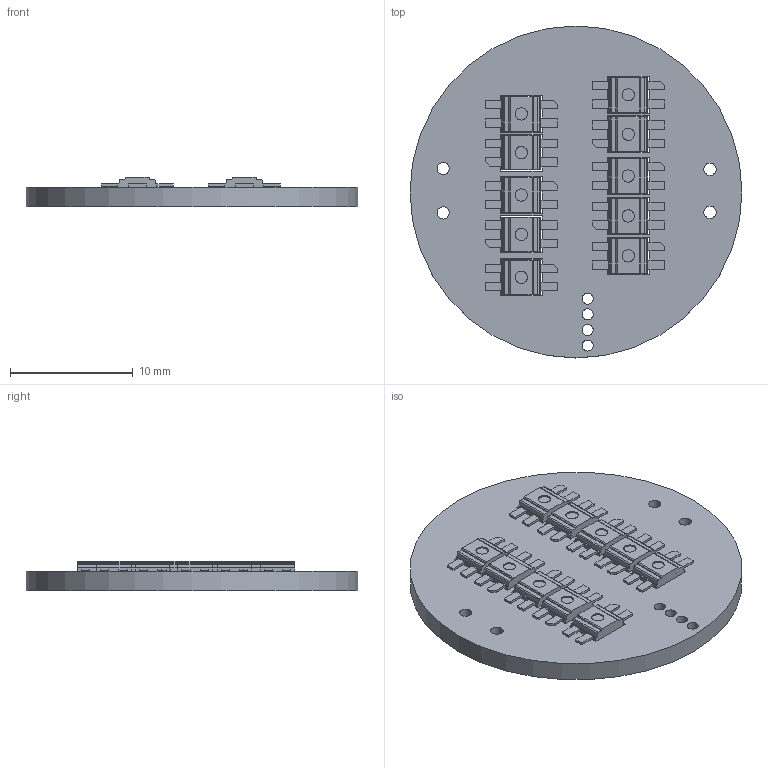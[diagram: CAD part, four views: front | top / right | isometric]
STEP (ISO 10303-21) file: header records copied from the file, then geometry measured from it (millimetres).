
FILE_DESCRIPTION(('KiCad electronic assembly'),'2;1');
FILE_NAME('nixie_project.step','2022-09-21T21:53:41',('Pcbnew'),('Kicad' ),'Open CASCADE STEP processor 7.6','KiCad to STEP converter', 'Unknown');
FILE_SCHEMA(('AUTOMOTIVE_DESIGN { 1 0 10303 214 1 1 1 1 }'));
Length unit declared in the file: millimetre
Products named in the file (5): nixie_project 1; SK6812MINI-E v1; COMPOUND; SOLID; nixie_project PCB
Assembly tree (13 placements, depth 3):
  nixie_project 1
    SK6812MINI-E v1  x10
      COMPOUND
      SOLID
    nixie_project PCB
Bounding box: 27 x 27 x 2.39 mm (x, y, z)
Volume: 878.2 mm3; surface area: 1838.9 mm2
Topology: 51 solids, 51 shells, 641 faces, 2517 edges, 3038 vertices
Faces by surface type: bspline 590, plane 42, cylinder 9
Full cylindrical faces by diameter (mm): 0.9 x4, 1 x4, 27 x1
Entity records: 7685 total; most frequent: CARTESIAN_POINT 2328, DIRECTION 589, ORIENTED_EDGE 564, PCURVE 564, DEFINITIONAL_REPRESENTATION 564, B_SPLINE_CURVE_WITH_KNOTS 483, LINE 405, VECTOR 405
